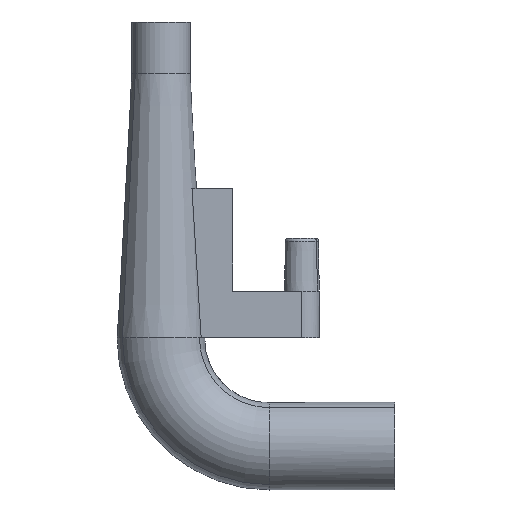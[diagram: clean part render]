
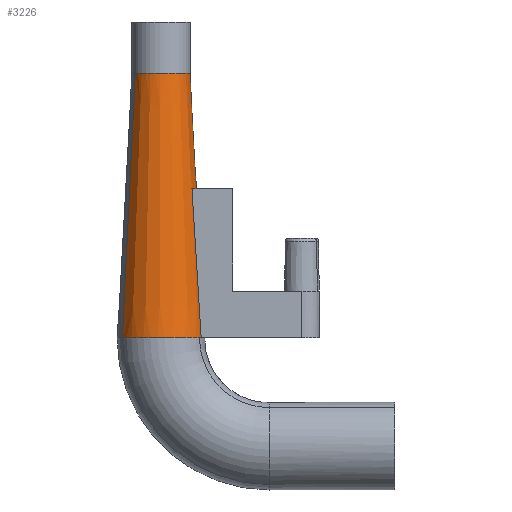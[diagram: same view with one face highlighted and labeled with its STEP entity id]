
A CAD part, left-side view. The second image highlights one B-rep face of the part: STEP entity #3226.
In plain terms, the highlighted conical face has half-angle 3.162 degrees and reference radius 1 mm.
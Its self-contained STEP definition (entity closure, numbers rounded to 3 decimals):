
#3107=AXIS2_PLACEMENT_3D('Circle Axis2P3D',#3105,#3106,$) ;
#3144=AXIS2_PLACEMENT_3D('Cone Axis2P3D',#3141,#3142,#3143) ;
#3190=AXIS2_PLACEMENT_3D('Circle Axis2P3D',#3188,#3189,$) ;
#3197=AXIS2_PLACEMENT_3D('Circle Axis2P3D',#3195,#3196,$) ;
#3102=CARTESIAN_POINT('Vertex',(1.021,8.878,14.25)) ;
#3105=CARTESIAN_POINT('Axis2P3D Location',(1.5,8.,14.25)) ;
#3109=CARTESIAN_POINT('Vertex',(1.979,7.122,14.25)) ;
#3141=CARTESIAN_POINT('Axis2P3D Location',(1.5,8.,14.25)) ;
#3174=CARTESIAN_POINT('Line Origine',(2.099,6.903,9.725)) ;
#3178=CARTESIAN_POINT('Vertex',(2.084,6.931,10.3)) ;
#3181=CARTESIAN_POINT('Line Origine',(0.901,9.097,9.725)) ;
#3185=CARTESIAN_POINT('Vertex',(0.781,9.316,5.2)) ;
#3188=CARTESIAN_POINT('Axis2P3D Location',(1.5,8.,5.2)) ;
#3192=CARTESIAN_POINT('Vertex',(0.781,6.683,5.2)) ;
#3195=CARTESIAN_POINT('Axis2P3D Location',(1.5,8.,5.2)) ;
#3199=CARTESIAN_POINT('Vertex',(0.9,6.625,5.2)) ;
#3203=CARTESIAN_POINT('Control Point',(0.9,6.94,10.3)) ;
#3204=CARTESIAN_POINT('Control Point',(0.9,6.832,8.6)) ;
#3205=CARTESIAN_POINT('Control Point',(0.9,6.728,6.9)) ;
#3206=CARTESIAN_POINT('Control Point',(0.9,6.625,5.2)) ;
#3207=CARTESIAN_POINT('Vertex',(0.9,6.94,10.3)) ;
#3211=CARTESIAN_POINT('Control Point',(0.9,6.94,10.3)) ;
#3212=CARTESIAN_POINT('Control Point',(1.169,6.788,10.3)) ;
#3213=CARTESIAN_POINT('Control Point',(1.49,6.726,10.3)) ;
#3214=CARTESIAN_POINT('Control Point',(1.813,6.783,10.3)) ;
#3215=CARTESIAN_POINT('Control Point',(2.084,6.931,10.3)) ;
#3106=DIRECTION('Axis2P3D Direction',(0.,0.,1.)) ;
#3142=DIRECTION('Axis2P3D Direction',(-0.,-0.,-1.)) ;
#3143=DIRECTION('Axis2P3D XDirection',(-0.479,0.878,0.)) ;
#3175=DIRECTION('Vector Direction',(0.026,-0.048,-0.998)) ;
#3182=DIRECTION('Vector Direction',(-0.026,0.048,-0.998)) ;
#3189=DIRECTION('Axis2P3D Direction',(0.,0.,-1.)) ;
#3196=DIRECTION('Axis2P3D Direction',(0.,0.,-1.)) ;
#3176=VECTOR('Line Direction',#3175,1.) ;
#3183=VECTOR('Line Direction',#3182,1.) ;
#3218=ORIENTED_EDGE('',*,*,#3180,.F.) ;
#3219=ORIENTED_EDGE('',*,*,#3111,.F.) ;
#3220=ORIENTED_EDGE('',*,*,#3187,.T.) ;
#3221=ORIENTED_EDGE('',*,*,#3194,.T.) ;
#3222=ORIENTED_EDGE('',*,*,#3201,.T.) ;
#3223=ORIENTED_EDGE('',*,*,#3209,.F.) ;
#3224=ORIENTED_EDGE('',*,*,#3216,.F.) ;
#3226=ADVANCED_FACE('Hauptkoerper',(#3225),#3145,.T.) ;
#3202=B_SPLINE_CURVE_WITH_KNOTS('',3,(#3203,#3204,#3205,#3206),.UNSPECIFIED.,.F.,.U.,(4,4),(0.,7.226),.UNSPECIFIED.) ;
#3210=B_SPLINE_CURVE_WITH_KNOTS('',4,(#3211,#3212,#3213,#3214,#3215),.UNSPECIFIED.,.F.,.U.,(5,5),(0.,1.772),.UNSPECIFIED.) ;
#3108=CIRCLE('generated circle',#3107,1.) ;
#3191=CIRCLE('generated circle',#3190,1.5) ;
#3198=CIRCLE('generated circle',#3197,1.5) ;
#3145=CONICAL_SURFACE('Cone',#3144,1.,0.055) ;
#3111=EDGE_CURVE('',#3103,#3110,#3108,.T.) ;
#3180=EDGE_CURVE('',#3110,#3179,#3177,.T.) ;
#3187=EDGE_CURVE('',#3103,#3186,#3184,.T.) ;
#3194=EDGE_CURVE('',#3186,#3193,#3191,.F.) ;
#3201=EDGE_CURVE('',#3193,#3200,#3198,.F.) ;
#3209=EDGE_CURVE('',#3208,#3200,#3202,.T.) ;
#3216=EDGE_CURVE('',#3179,#3208,#3210,.F.) ;
#3217=EDGE_LOOP('',(#3218,#3219,#3220,#3221,#3222,#3223,#3224)) ;
#3225=FACE_OUTER_BOUND('',#3217,.T.) ;
#3177=LINE('Line',#3174,#3176) ;
#3184=LINE('Line',#3181,#3183) ;
#3103=VERTEX_POINT('',#3102) ;
#3110=VERTEX_POINT('',#3109) ;
#3179=VERTEX_POINT('',#3178) ;
#3186=VERTEX_POINT('',#3185) ;
#3193=VERTEX_POINT('',#3192) ;
#3200=VERTEX_POINT('',#3199) ;
#3208=VERTEX_POINT('',#3207) ;
